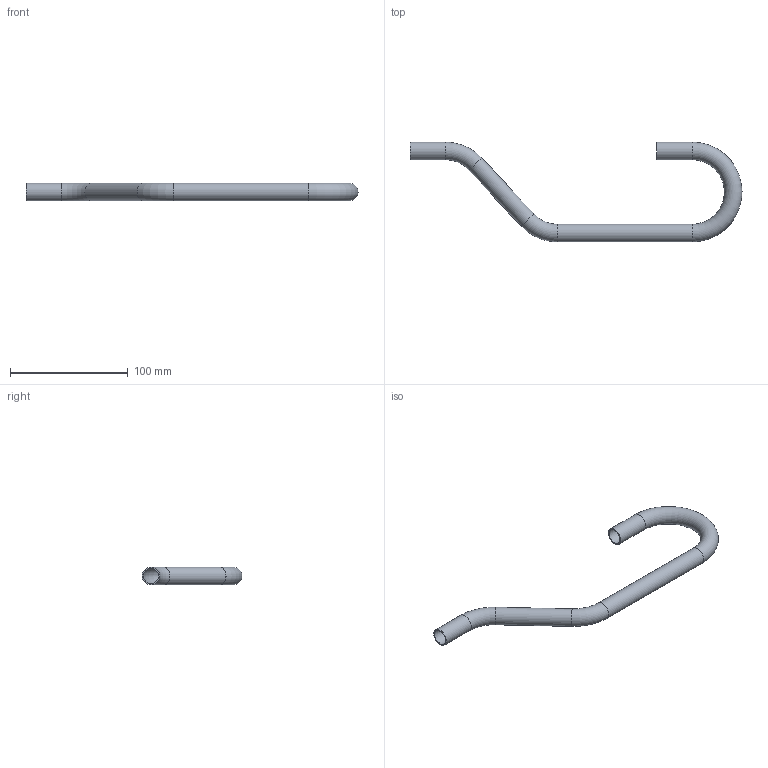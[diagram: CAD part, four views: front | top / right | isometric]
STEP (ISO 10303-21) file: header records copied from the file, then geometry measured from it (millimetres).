
FILE_DESCRIPTION(/* description */ ('TUBO PER ARIA COMPRESSA Ø15'),/* implementation_level */ '2;1');
FILE_NAME(/* name */ '178015316_Inoxpres.stp',/* time_stamp */ '2022-10-13T10:36:09+02:00',/* author */ ('Vault'),/* organization */ ('Raccorderie metalliche s.p.a. '),/* preprocessor_version */ 'ST-DEVELOPER v18.1',/* originating_system */ 'Autodesk Inventor 2020',/* authorisation */ 'Raccorderie metalliche s.p.a. ');
FILE_SCHEMA (('AUTOMOTIVE_DESIGN { 1 0 10303 214 3 1 1 }'));
Length unit declared in the file: millimetre
Products named in the file (1): 178015316_Inoxpres
Bounding box: 282.5 x 85 x 15 mm (x, y, z)
Volume: 17899.4 mm3; surface area: 35886.8 mm2
Topology: 1 solids, 1 shells, 16 faces, 34 edges, 20 vertices
Faces by surface type: cylinder 8, torus 6, plane 2
Full cylindrical faces by diameter (mm): 13 x4, 15 x4
Entity records: 485 total; most frequent: DIRECTION 94, CARTESIAN_POINT 71, ORIENTED_EDGE 68, AXIS2_PLACEMENT_3D 43, EDGE_CURVE 34, CIRCLE 26, VERTEX_POINT 20, EDGE_LOOP 18
